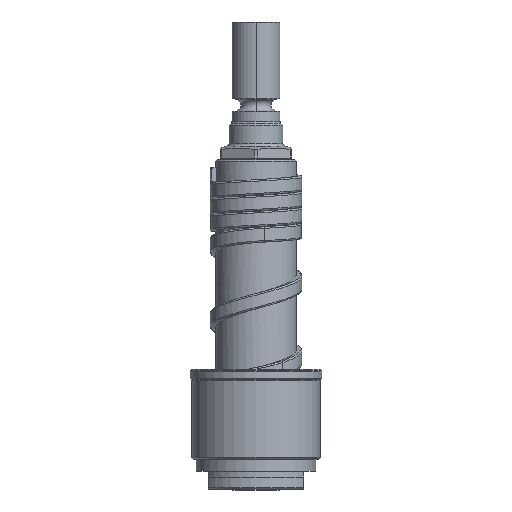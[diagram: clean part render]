
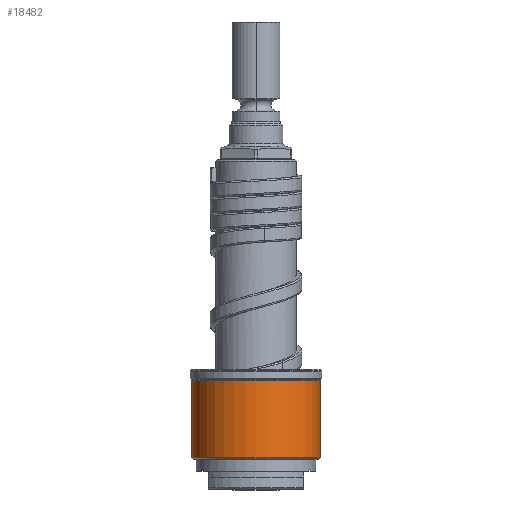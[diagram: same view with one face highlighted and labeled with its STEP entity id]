
A CAD part, front view. The second image highlights one B-rep face of the part: STEP entity #18482.
In plain terms, the highlighted cylindrical face has radius 21.5 mm (diameter 43 mm), a partial arc.
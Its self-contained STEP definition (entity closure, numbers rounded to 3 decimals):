
#6083=CARTESIAN_POINT('',(0.,0.,10.583));
#6084=DIRECTION('',(0.,0.,1.));
#6085=DIRECTION('',(-1.,0.,0.));
#6086=AXIS2_PLACEMENT_3D('',#6083,#6084,#6085);
#6088=DIRECTION('',(0.,0.,-1.));
#6089=VECTOR('',#6088,25.834);
#6090=CARTESIAN_POINT('',(-21.5,0.,36.417));
#6091=LINE('',#6090,#6089);
#6092=CARTESIAN_POINT('',(0.,0.,36.417));
#6093=DIRECTION('',(0.,0.,1.));
#6094=DIRECTION('',(-1.,0.,0.));
#6095=AXIS2_PLACEMENT_3D('',#6092,#6093,#6094);
#6097=DIRECTION('',(0.,0.,-1.));
#6098=VECTOR('',#6097,25.834);
#6099=CARTESIAN_POINT('',(21.5,0.,36.417));
#6100=LINE('',#6099,#6098);
#6816=CARTESIAN_POINT('',(21.5,0.,36.417));
#6817=CARTESIAN_POINT('',(-21.5,0.,36.417));
#6818=VERTEX_POINT('',#6816);
#6819=VERTEX_POINT('',#6817);
#6842=CARTESIAN_POINT('',(21.5,0.,10.583));
#6843=VERTEX_POINT('',#6842);
#6844=CARTESIAN_POINT('',(-21.5,0.,10.583));
#6845=VERTEX_POINT('',#6844);
#18470=CARTESIAN_POINT('',(0.,0.,8.5));
#18471=DIRECTION('',(0.,0.,1.));
#18472=DIRECTION('',(-1.,0.,0.));
#18473=AXIS2_PLACEMENT_3D('',#18470,#18471,#18472);
#18474=CYLINDRICAL_SURFACE('',#18473,21.5);
#18475=ORIENTED_EDGE('',*,*,#17823,.F.);
#18476=ORIENTED_EDGE('',*,*,#17804,.F.);
#18478=ORIENTED_EDGE('',*,*,#18477,.T.);
#18479=ORIENTED_EDGE('',*,*,#17800,.T.);
#18480=EDGE_LOOP('',(#18475,#18476,#18478,#18479));
#18481=FACE_OUTER_BOUND('',#18480,.F.);
#6087=CIRCLE('',#6086,21.5);
#6096=CIRCLE('',#6095,21.5);
#17800=EDGE_CURVE('',#6818,#6843,#6100,.T.);
#17804=EDGE_CURVE('',#6819,#6845,#6091,.T.);
#17823=EDGE_CURVE('',#6845,#6843,#6087,.T.);
#18477=EDGE_CURVE('',#6819,#6818,#6096,.T.);
#18482=ADVANCED_FACE('',(#18481),#18474,.T.);
